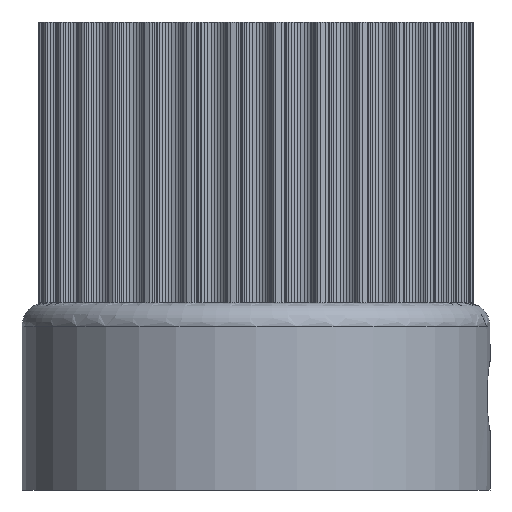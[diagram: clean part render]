
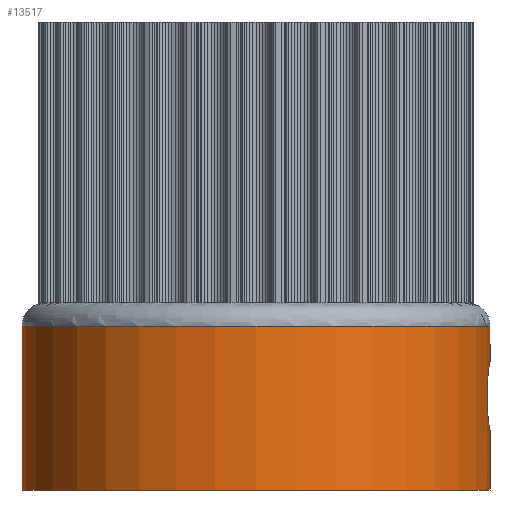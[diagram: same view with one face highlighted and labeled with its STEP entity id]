
A CAD part, front view. The second image highlights one B-rep face of the part: STEP entity #13517.
In plain terms, the highlighted cylindrical face has radius 10 mm (diameter 20 mm), a partial arc.
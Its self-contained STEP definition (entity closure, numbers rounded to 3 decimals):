
#886 = DIRECTION ( 'NONE',  ( 1., 0., 0. ) ) ;
#1309 = CARTESIAN_POINT ( 'NONE',  ( -10., 0., 7. ) ) ;
#1313 = ORIENTED_EDGE ( 'NONE', *, *, #1458, .F. ) ;
#1369 = AXIS2_PLACEMENT_3D ( 'NONE', #21531, #13368, #18154 ) ;
#1414 = CARTESIAN_POINT ( 'NONE',  ( 9.933, -1.191, 4.9 ) ) ;
#1458 = EDGE_CURVE ( 'NONE', #19104, #17539, #6095, .T. ) ;
#1756 = DIRECTION ( 'NONE',  ( 0., 0., 1. ) ) ;
#2363 = VECTOR ( 'NONE', #13854, 1000. ) ;
#2378 = CIRCLE ( 'NONE', #6893, 10. ) ;
#2399 = CIRCLE ( 'NONE', #14927, 10. ) ;
#2435 = ORIENTED_EDGE ( 'NONE', *, *, #16243, .T. ) ;
#3191 = DIRECTION ( 'NONE',  ( 1., 0., 0. ) ) ;
#3309 = ORIENTED_EDGE ( 'NONE', *, *, #14553, .F. ) ;
#3442 = VERTEX_POINT ( 'NONE', #8729 ) ;
#4032 = VERTEX_POINT ( 'NONE', #19351 ) ;
#4463 = AXIS2_PLACEMENT_3D ( 'NONE', #4817, #11463, #3191 ) ;
#4567 = DIRECTION ( 'NONE',  ( 0., 0., 1. ) ) ;
#4817 = CARTESIAN_POINT ( 'NONE',  ( 0., 0., 0. ) ) ;
#5140 = VERTEX_POINT ( 'NONE', #11361 ) ;
#5160 = DIRECTION ( 'NONE',  ( 1., 0., 0. ) ) ;
#5476 = CARTESIAN_POINT ( 'NONE',  ( 9.89, -1.478, 3.388 ) ) ;
#5589 = CARTESIAN_POINT ( 'NONE',  ( 9.981, -0.612, 2.522 ) ) ;
#5661 = EDGE_CURVE ( 'NONE', #9177, #4032, #7583, .T. ) ;
#5667 = CARTESIAN_POINT ( 'NONE',  ( 10., 0., 2.522 ) ) ;
#6095 =( BOUNDED_CURVE ( )  B_SPLINE_CURVE ( 3, ( #14461, #14574, #1414, #8028 ),
 .UNSPECIFIED., .F., .F. ) 
 B_SPLINE_CURVE_WITH_KNOTS ( ( 4, 4 ),
 ( 1.632, 1.719 ),
 .UNSPECIFIED. ) 
 CURVE ( )  GEOMETRIC_REPRESENTATION_ITEM ( )  RATIONAL_B_SPLINE_CURVE ( ( 1., 0.999, 0.999, 1. ) ) 
 REPRESENTATION_ITEM ( '' )  );
#6893 = AXIS2_PLACEMENT_3D ( 'NONE', #21232, #15896, #886 ) ;
#7027 = CARTESIAN_POINT ( 'NONE',  ( 9.89, -1.478, 3.388 ) ) ;
#7583 = CIRCLE ( 'NONE', #12811, 10. ) ;
#8028 = CARTESIAN_POINT ( 'NONE',  ( 9.89, -1.478, 4.612 ) ) ;
#8462 = CARTESIAN_POINT ( 'NONE',  ( -10., 0., 0. ) ) ;
#8490 = CYLINDRICAL_SURFACE ( 'NONE', #4463, 10. ) ;
#8729 = CARTESIAN_POINT ( 'NONE',  ( 9.981, -0.612, 2.522 ) ) ;
#8731 = CARTESIAN_POINT ( 'NONE',  ( 9.933, -1.191, 3.1 ) ) ;
#9135 = ORIENTED_EDGE ( 'NONE', *, *, #11844, .T. ) ;
#9177 = VERTEX_POINT ( 'NONE', #1309 ) ;
#9301 = VECTOR ( 'NONE', #4567, 1000. ) ;
#9337 = CIRCLE ( 'NONE', #1369, 10. ) ;
#9342 = LINE ( 'NONE', #9669, #9301 ) ;
#9537 = CARTESIAN_POINT ( 'NONE',  ( 9.89, -1.478, 4.612 ) ) ;
#9669 = CARTESIAN_POINT ( 'NONE',  ( 10., 0., 0. ) ) ;
#9952 = DIRECTION ( 'NONE',  ( 0., 0., 1. ) ) ;
#10469 = EDGE_CURVE ( 'NONE', #18269, #4032, #9342, .T. ) ;
#11361 = CARTESIAN_POINT ( 'NONE',  ( -10., 0., 0. ) ) ;
#11463 = DIRECTION ( 'NONE',  ( 0., 0., 1. ) ) ;
#11776 = VECTOR ( 'NONE', #9952, 1000. ) ;
#11817 = ORIENTED_EDGE ( 'NONE', *, *, #15680, .F. ) ;
#11844 = EDGE_CURVE ( 'NONE', #18904, #17539, #18537, .T. ) ;
#11907 = ORIENTED_EDGE ( 'NONE', *, *, #13743, .T. ) ;
#12110 = CARTESIAN_POINT ( 'NONE',  ( 9.89, -1.478, 0. ) ) ;
#12364 = DIRECTION ( 'NONE',  ( 1., 0., 0. ) ) ;
#12811 = AXIS2_PLACEMENT_3D ( 'NONE', #17386, #18504, #12364 ) ;
#13113 = ORIENTED_EDGE ( 'NONE', *, *, #16131, .T. ) ;
#13115 = CARTESIAN_POINT ( 'NONE',  ( 10., 0., 0. ) ) ;
#13215 = ORIENTED_EDGE ( 'NONE', *, *, #5661, .F. ) ;
#13368 = DIRECTION ( 'NONE',  ( 0., 0., 1. ) ) ;
#13517 = ADVANCED_FACE ( 'NONE', ( #19741 ), #8490, .T. ) ;
#13743 = EDGE_CURVE ( 'NONE', #19104, #18269, #2378, .T. ) ;
#13749 = DIRECTION ( 'NONE',  ( 0., 0., 1. ) ) ;
#13784 = CARTESIAN_POINT ( 'NONE',  ( 9.981, -0.612, 5.478 ) ) ;
#13854 = DIRECTION ( 'NONE',  ( 0., 0., 1. ) ) ;
#14153 = CARTESIAN_POINT ( 'NONE',  ( 10., 0., 0. ) ) ;
#14371 = CARTESIAN_POINT ( 'NONE',  ( 10., 0., 5.478 ) ) ;
#14461 = CARTESIAN_POINT ( 'NONE',  ( 9.981, -0.612, 5.478 ) ) ;
#14553 = EDGE_CURVE ( 'NONE', #18904, #3442, #15016, .T. ) ;
#14574 = CARTESIAN_POINT ( 'NONE',  ( 9.963, -0.902, 5.188 ) ) ;
#14753 = LINE ( 'NONE', #13115, #11776 ) ;
#14927 = AXIS2_PLACEMENT_3D ( 'NONE', #15170, #13749, #5160 ) ;
#15016 =( BOUNDED_CURVE ( )  B_SPLINE_CURVE ( 3, ( #5476, #8731, #20402, #5589 ),
 .UNSPECIFIED., .F., .F. ) 
 B_SPLINE_CURVE_WITH_KNOTS ( ( 4, 4 ),
 ( 1.422, 1.51 ),
 .UNSPECIFIED. ) 
 CURVE ( )  GEOMETRIC_REPRESENTATION_ITEM ( )  RATIONAL_B_SPLINE_CURVE ( ( 1., 0.999, 0.999, 1. ) ) 
 REPRESENTATION_ITEM ( '' )  );
#15170 = CARTESIAN_POINT ( 'NONE',  ( 0., 0., 0. ) ) ;
#15339 = LINE ( 'NONE', #8462, #16957 ) ;
#15680 = EDGE_CURVE ( 'NONE', #3442, #19977, #9337, .T. ) ;
#15896 = DIRECTION ( 'NONE',  ( 0., 0., 1. ) ) ;
#16131 = EDGE_CURVE ( 'NONE', #20181, #19977, #14753, .T. ) ;
#16223 = EDGE_LOOP ( 'NONE', ( #20042, #2435, #13113, #11817, #3309, #9135, #1313, #11907, #17895, #13215 ) ) ;
#16243 = EDGE_CURVE ( 'NONE', #5140, #20181, #2399, .T. ) ;
#16957 = VECTOR ( 'NONE', #1756, 1000. ) ;
#17386 = CARTESIAN_POINT ( 'NONE',  ( 0., 0., 7. ) ) ;
#17539 = VERTEX_POINT ( 'NONE', #9537 ) ;
#17895 = ORIENTED_EDGE ( 'NONE', *, *, #10469, .T. ) ;
#18154 = DIRECTION ( 'NONE',  ( 1., 0., 0. ) ) ;
#18269 = VERTEX_POINT ( 'NONE', #14371 ) ;
#18504 = DIRECTION ( 'NONE',  ( 0., 0., 1. ) ) ;
#18528 = EDGE_CURVE ( 'NONE', #5140, #9177, #15339, .T. ) ;
#18537 = LINE ( 'NONE', #12110, #2363 ) ;
#18904 = VERTEX_POINT ( 'NONE', #7027 ) ;
#19104 = VERTEX_POINT ( 'NONE', #13784 ) ;
#19351 = CARTESIAN_POINT ( 'NONE',  ( 10., 0., 7. ) ) ;
#19741 = FACE_OUTER_BOUND ( 'NONE', #16223, .T. ) ;
#19977 = VERTEX_POINT ( 'NONE', #5667 ) ;
#20042 = ORIENTED_EDGE ( 'NONE', *, *, #18528, .F. ) ;
#20181 = VERTEX_POINT ( 'NONE', #14153 ) ;
#20402 = CARTESIAN_POINT ( 'NONE',  ( 9.963, -0.902, 2.812 ) ) ;
#21232 = CARTESIAN_POINT ( 'NONE',  ( 0., 0., 5.478 ) ) ;
#21531 = CARTESIAN_POINT ( 'NONE',  ( 0., 0., 2.522 ) ) ;
